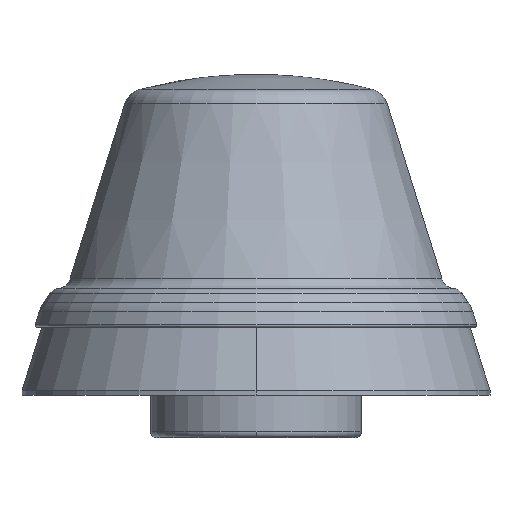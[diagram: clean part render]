
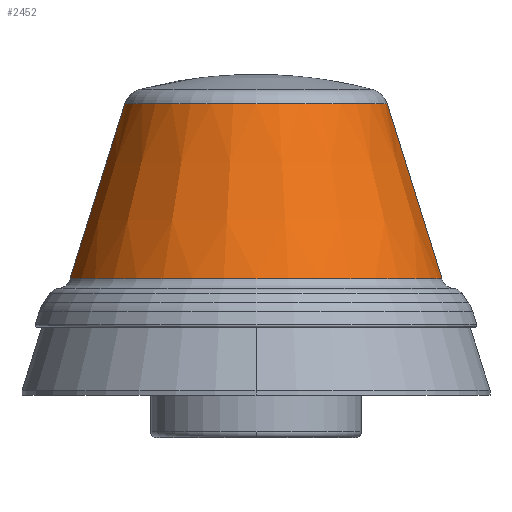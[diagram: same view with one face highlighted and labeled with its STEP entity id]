
A CAD part, left-side view. The second image highlights one B-rep face of the part: STEP entity #2452.
In plain terms, the highlighted conical face has half-angle 17.36 degrees and reference radius 22.572 mm.
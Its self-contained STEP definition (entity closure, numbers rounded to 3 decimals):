
#401=DIRECTION('',(0.,-0.298,0.954));
#402=VECTOR('',#401,21.938);
#403=CARTESIAN_POINT('',(-349.328,214.488,1262.88));
#404=LINE('',#403,#402);
#405=DIRECTION('',(0.,0.298,0.954));
#406=VECTOR('',#405,21.938);
#407=CARTESIAN_POINT('',(-349.328,161.542,1262.88));
#408=LINE('',#407,#406);
#510=CARTESIAN_POINT('',(-349.328,168.087,1283.818));
#708=DIRECTION('',(0.,-0.298,-0.954));
#709=VECTOR('',#708,4.214);
#710=CARTESIAN_POINT('',(-349.328,169.345,1287.84));
#711=LINE('',#710,#709);
#721=DIRECTION('',(0.,-0.298,0.954));
#722=VECTOR('',#721,4.214);
#723=CARTESIAN_POINT('',(-349.328,207.942,1283.818));
#724=LINE('',#723,#722);
#773=CARTESIAN_POINT('',(-349.328,188.015,1287.84));
#774=DIRECTION('',(0.,0.,-1.));
#775=DIRECTION('',(0.,-1.,0.));
#776=AXIS2_PLACEMENT_3D('',#773,#774,#775);
#923=CARTESIAN_POINT('',(-349.328,188.015,1262.88));
#924=DIRECTION('',(0.,0.,-1.));
#925=DIRECTION('',(0.,-1.,0.));
#926=AXIS2_PLACEMENT_3D('',#923,#924,#925);
#1162=VERTEX_POINT('',#510);
#1164=CARTESIAN_POINT('',(-349.328,169.345,1287.84));
#1166=VERTEX_POINT('',#1164);
#1167=CARTESIAN_POINT('',(-349.328,207.942,1283.818));
#1168=CARTESIAN_POINT('',(-349.328,206.685,1287.84));
#1169=VERTEX_POINT('',#1167);
#1170=VERTEX_POINT('',#1168);
#1171=CARTESIAN_POINT('',(-349.328,161.542,1262.88));
#1172=VERTEX_POINT('',#1171);
#1174=CARTESIAN_POINT('',(-349.328,214.488,1262.88));
#1176=VERTEX_POINT('',#1174);
#2438=CARTESIAN_POINT('',(-349.328,188.015,1275.36));
#2439=DIRECTION('',(0.,0.,-1.));
#2440=DIRECTION('',(0.,1.,0.));
#2441=AXIS2_PLACEMENT_3D('',#2438,#2439,#2440);
#2442=CONICAL_SURFACE('',#2441,22.572,17.36);
#2443=ORIENTED_EDGE('',*,*,#1463,.T.);
#2444=ORIENTED_EDGE('',*,*,#2247,.T.);
#2445=ORIENTED_EDGE('',*,*,#2334,.F.);
#2446=ORIENTED_EDGE('',*,*,#2203,.T.);
#2447=ORIENTED_EDGE('',*,*,#1467,.F.);
#2449=ORIENTED_EDGE('',*,*,#2448,.T.);
#2450=EDGE_LOOP('',(#2443,#2444,#2445,#2446,#2447,#2449));
#2451=FACE_OUTER_BOUND('',#2450,.F.);
#777=CIRCLE('',#776,18.67);
#927=CIRCLE('',#926,26.473);
#1463=EDGE_CURVE('',#1176,#1169,#404,.T.);
#1467=EDGE_CURVE('',#1172,#1162,#408,.T.);
#2203=EDGE_CURVE('',#1166,#1162,#711,.T.);
#2247=EDGE_CURVE('',#1169,#1170,#724,.T.);
#2334=EDGE_CURVE('',#1166,#1170,#777,.T.);
#2448=EDGE_CURVE('',#1172,#1176,#927,.T.);
#2452=ADVANCED_FACE('',(#2451),#2442,.T.);
